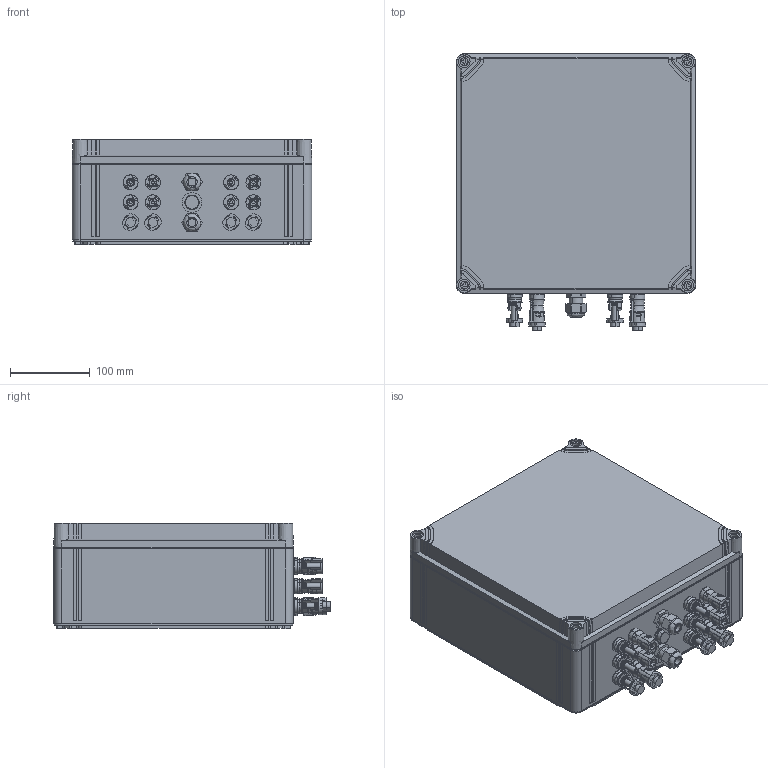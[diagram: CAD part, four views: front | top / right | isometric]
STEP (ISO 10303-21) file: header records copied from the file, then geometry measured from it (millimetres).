
FILE_DESCRIPTION(('CATIA V5 STEP Exchange','CAx-IF Rec.Pracs.--- Model Styling and Organization---1.5--- 2016-08-15','CAx-IF Rec.Pracs.---Supplemental Geometry---1.0---2011-11-01','CAx-IF Rec.Pracs.--- Composite Materials ---1.1---2010-07-15'),'2;1');
FILE_NAME ('D1652937_0', '2025-04-09T07:34:35+00:00', ('none'), ('Weidmueller'), 'CATIA Version 5-6 Release 2022 SP4 HF5', 'CATIA V5 STEP AP214 v3', 'none');
FILE_SCHEMA(('AUTOMOTIVE_DESIGN { 1 0 10303 214 1 1 1 1 }'));
Products named in the file (1): S3D_PVN_DC_3IF_3O_1MPP_SPD1R_EVO
Bounding box: 300 x 346.23 x 132 mm (x, y, z)
Volume: 11587010.2 mm3; surface area: 398479.4 mm2
Topology: 1 solids, 1 shells, 1625 faces, 5202 edges, 3692 vertices
Faces by surface type: plane 777, cylinder 522, torus 136, bspline 122, cone 52, extrusion 16
Entity records: 69486 total; most frequent: CARTESIAN_POINT 25269, ORIENTED_EDGE 10400, DIRECTION 6352, EDGE_CURVE 5200, VERTEX_POINT 3692, AXIS2_PLACEMENT_3D 2805, VECTOR 2235, LINE 2219
